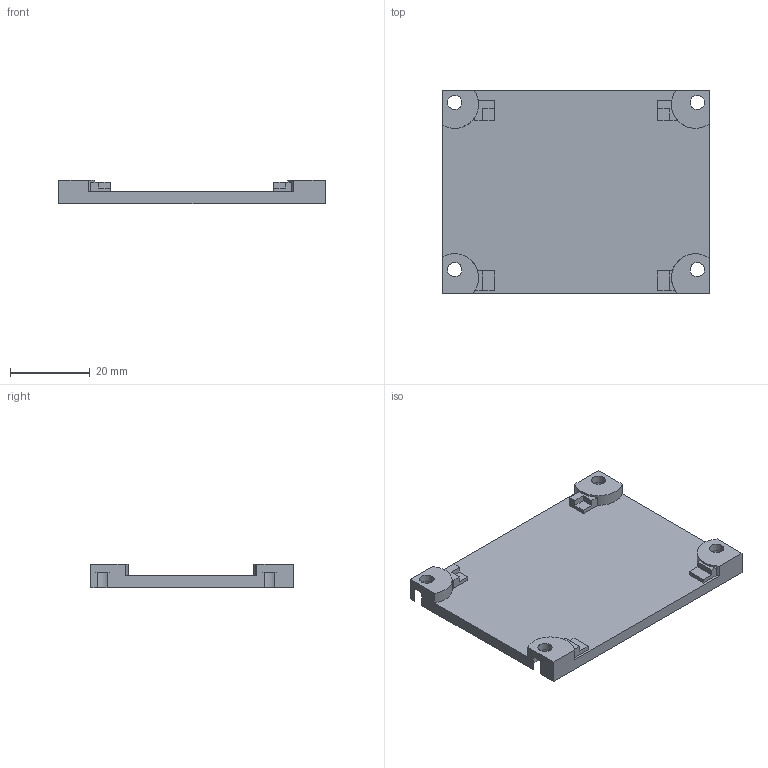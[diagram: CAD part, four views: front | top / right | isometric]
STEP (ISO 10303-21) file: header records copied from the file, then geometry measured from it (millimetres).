
FILE_DESCRIPTION(('FreeCAD Model'),'2;1');
FILE_NAME('Open CASCADE Shape Model','2023-01-20T12:09:49',(''),(''), 'Open CASCADE STEP processor 7.6','FreeCAD','Unknown');
FILE_SCHEMA(('AUTOMOTIVE_DESIGN { 1 0 10303 214 1 1 1 1 }'));
Length unit declared in the file: millimetre
Products named in the file (1): Bot plate
Bounding box: 67 x 51 x 6 mm (x, y, z)
Volume: 10738.4 mm3; surface area: 8231.5 mm2
Topology: 1 solids, 1 shells, 60 faces, 174 edges, 116 vertices
Faces by surface type: plane 44, cylinder 16
Full cylindrical faces by diameter (mm): 3.6 x4
Entity records: 2016 total; most frequent: CARTESIAN_POINT 351, ORIENTED_EDGE 348, DIRECTION 336, EDGE_CURVE 174, LINE 134, VECTOR 134, VERTEX_POINT 116, AXIS2_PLACEMENT_3D 101
